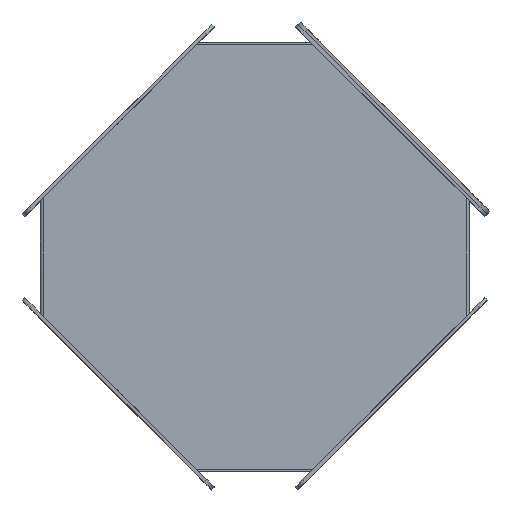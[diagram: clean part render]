
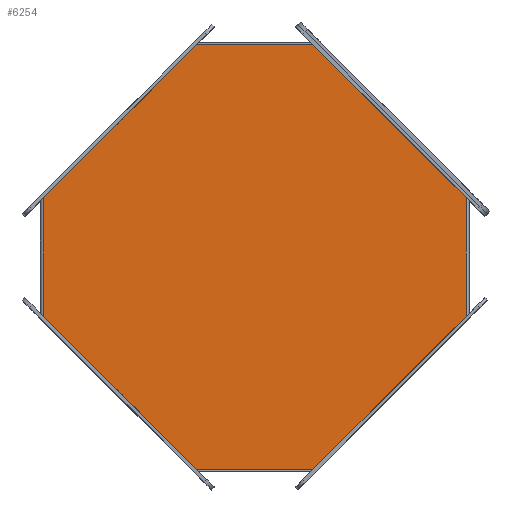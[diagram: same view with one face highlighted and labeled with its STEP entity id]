
A CAD part, top view. The second image highlights one B-rep face of the part: STEP entity #6254.
In plain terms, the highlighted planar face has unit normal (0, 0, 1).
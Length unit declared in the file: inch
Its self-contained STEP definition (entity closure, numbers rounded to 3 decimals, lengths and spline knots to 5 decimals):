
#45 = EDGE_CURVE ( 'NONE', #386, #999, #5550, .T. ) ;
#386 = VERTEX_POINT ( 'NONE', #5691 ) ;
#413 = ORIENTED_EDGE ( 'NONE', *, *, #2582, .F. ) ;
#884 = DIRECTION ( 'NONE',  ( 0., -1., 0. ) ) ;
#922 = ORIENTED_EDGE ( 'NONE', *, *, #6202, .F. ) ;
#949 = VERTEX_POINT ( 'NONE', #3347 ) ;
#992 = DIRECTION ( 'NONE',  ( 0., 0., 1. ) ) ;
#999 = VERTEX_POINT ( 'NONE', #2892 ) ;
#1341 = CARTESIAN_POINT ( 'NONE',  ( -7.589, 2.13372, 8. ) ) ;
#1370 = LINE ( 'NONE', #4586, #5534 ) ;
#1598 = VECTOR ( 'NONE', #6141, 39.37008 ) ;
#1669 = VERTEX_POINT ( 'NONE', #3796 ) ;
#1739 = LINE ( 'NONE', #6623, #3262 ) ;
#1817 = VECTOR ( 'NONE', #2154, 39.37008 ) ;
#1872 = DIRECTION ( 'NONE',  ( -0.707, 0.707, 0. ) ) ;
#2083 = PLANE ( 'NONE',  #6552 ) ;
#2109 = EDGE_CURVE ( 'NONE', #6077, #949, #1739, .T. ) ;
#2131 = VERTEX_POINT ( 'NONE', #5520 ) ;
#2154 = DIRECTION ( 'NONE',  ( 1., 0., 0. ) ) ;
#2219 = ORIENTED_EDGE ( 'NONE', *, *, #2109, .F. ) ;
#2440 = LINE ( 'NONE', #6801, #4855 ) ;
#2517 = VECTOR ( 'NONE', #4858, 39.37008 ) ;
#2582 = EDGE_CURVE ( 'NONE', #1669, #5776, #2708, .T. ) ;
#2595 = ORIENTED_EDGE ( 'NONE', *, *, #3692, .F. ) ;
#2701 = LINE ( 'NONE', #3795, #2517 ) ;
#2708 = LINE ( 'NONE', #3905, #6211 ) ;
#2711 = DIRECTION ( 'NONE',  ( 0., -1., 0. ) ) ;
#2714 = EDGE_CURVE ( 'NONE', #6077, #2131, #1370, .T. ) ;
#2721 = CARTESIAN_POINT ( 'NONE',  ( -2.09772, -7.625, 8. ) ) ;
#2892 = CARTESIAN_POINT ( 'NONE',  ( -2.09772, -7.625, 8. ) ) ;
#2903 = VERTEX_POINT ( 'NONE', #5751 ) ;
#3262 = VECTOR ( 'NONE', #3893, 39.37008 ) ;
#3320 = DIRECTION ( 'NONE',  ( -1., 0., 0. ) ) ;
#3347 = CARTESIAN_POINT ( 'NONE',  ( -2.09772, 7.625, 8. ) ) ;
#3539 = EDGE_LOOP ( 'NONE', ( #413, #5873, #2219, #6060, #922, #3819, #2595, #6512 ) ) ;
#3692 = EDGE_CURVE ( 'NONE', #2903, #386, #4966, .T. ) ;
#3795 = CARTESIAN_POINT ( 'NONE',  ( 7.589, -9.72272, 8. ) ) ;
#3796 = CARTESIAN_POINT ( 'NONE',  ( 2.09772, 7.625, 8. ) ) ;
#3819 = ORIENTED_EDGE ( 'NONE', *, *, #45, .F. ) ;
#3893 = DIRECTION ( 'NONE',  ( 0.707, 0.707, 0. ) ) ;
#3905 = CARTESIAN_POINT ( 'NONE',  ( 7.697, 2.02572, 8. ) ) ;
#4207 = FACE_OUTER_BOUND ( 'NONE', #3539, .T. ) ;
#4342 = CARTESIAN_POINT ( 'NONE',  ( 0., -9.72272, 8. ) ) ;
#4377 = CARTESIAN_POINT ( 'NONE',  ( 2.09772, 7.625, 8. ) ) ;
#4586 = CARTESIAN_POINT ( 'NONE',  ( -7.589, -9.72272, 8. ) ) ;
#4855 = VECTOR ( 'NONE', #1872, 39.37008 ) ;
#4858 = DIRECTION ( 'NONE',  ( 0., 1., 0. ) ) ;
#4966 = LINE ( 'NONE', #5533, #1598 ) ;
#5234 = VECTOR ( 'NONE', #3320, 39.37008 ) ;
#5269 = EDGE_CURVE ( 'NONE', #2903, #5776, #2701, .T. ) ;
#5443 = LINE ( 'NONE', #4377, #1817 ) ;
#5520 = CARTESIAN_POINT ( 'NONE',  ( -7.589, -2.13372, 8. ) ) ;
#5533 = CARTESIAN_POINT ( 'NONE',  ( 2.09772, -7.625, 8. ) ) ;
#5534 = VECTOR ( 'NONE', #884, 39.37008 ) ;
#5550 = LINE ( 'NONE', #2721, #5234 ) ;
#5691 = CARTESIAN_POINT ( 'NONE',  ( 2.09772, -7.625, 8. ) ) ;
#5751 = CARTESIAN_POINT ( 'NONE',  ( 7.589, -2.13372, 8. ) ) ;
#5776 = VERTEX_POINT ( 'NONE', #6733 ) ;
#5873 = ORIENTED_EDGE ( 'NONE', *, *, #6918, .F. ) ;
#6060 = ORIENTED_EDGE ( 'NONE', *, *, #2714, .T. ) ;
#6077 = VERTEX_POINT ( 'NONE', #1341 ) ;
#6141 = DIRECTION ( 'NONE',  ( -0.707, -0.707, 0. ) ) ;
#6202 = EDGE_CURVE ( 'NONE', #999, #2131, #2440, .T. ) ;
#6211 = VECTOR ( 'NONE', #6637, 39.37008 ) ;
#6254 = ADVANCED_FACE ( 'NONE', ( #4207 ), #2083, .T. ) ;
#6512 = ORIENTED_EDGE ( 'NONE', *, *, #5269, .T. ) ;
#6552 = AXIS2_PLACEMENT_3D ( 'NONE', #4342, #992, #2711 ) ;
#6623 = CARTESIAN_POINT ( 'NONE',  ( -2.09772, 7.625, 8. ) ) ;
#6637 = DIRECTION ( 'NONE',  ( 0.707, -0.707, 0. ) ) ;
#6733 = CARTESIAN_POINT ( 'NONE',  ( 7.589, 2.13372, 8. ) ) ;
#6801 = CARTESIAN_POINT ( 'NONE',  ( -7.697, -2.02572, 8. ) ) ;
#6918 = EDGE_CURVE ( 'NONE', #949, #1669, #5443, .T. ) ;
